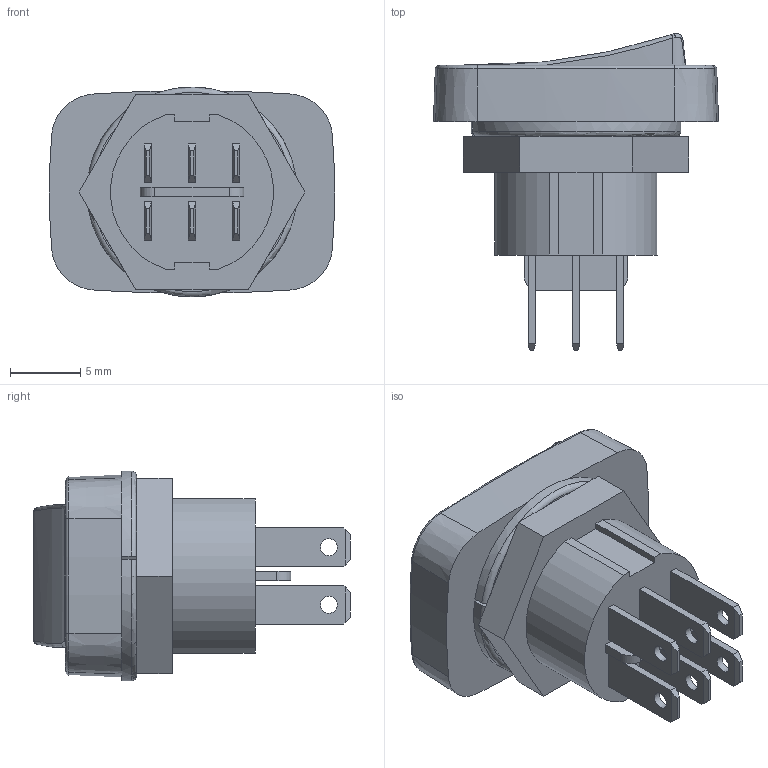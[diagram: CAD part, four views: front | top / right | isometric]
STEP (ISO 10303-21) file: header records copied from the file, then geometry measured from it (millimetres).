
FILE_DESCRIPTION(/* description */ (''),/* implementation_level */ '2;1');
FILE_NAME(/* name */ 'GRB213 3D Model.stp',/* time_stamp */ '2023-10-18T08:46:59-04:00',/* author */ ('dwiltbank'),/* organization */ (''),/* preprocessor_version */ 'ST-DEVELOPER v19.2',/* originating_system */ 'Autodesk Inventor 2024',/* authorisation */ '');
FILE_SCHEMA (('AUTOMOTIVE_DESIGN { 1 0 10303 214 3 1 1 }'));
Length unit declared in the file: inch
Products named in the file (1): GRB213 Rev. 0_Simplify_1
Bounding box: 20.28 x 22.54 x 14.94 mm (x, y, z)
Volume: 2443.7 mm3; surface area: 1797.1 mm2
Topology: 1 solids, 1 shells, 169 faces, 427 edges, 270 vertices
Faces by surface type: plane 103, cylinder 32, bspline 15, torus 9, cone 8, sphere 2
Full cylindrical faces by diameter (mm): 1.194 x6
Entity records: 5647 total; most frequent: CARTESIAN_POINT 1306, ORIENTED_EDGE 854, DIRECTION 847, EDGE_CURVE 427, AXIS2_PLACEMENT_3D 287, LINE 273, VECTOR 273, VERTEX_POINT 270
